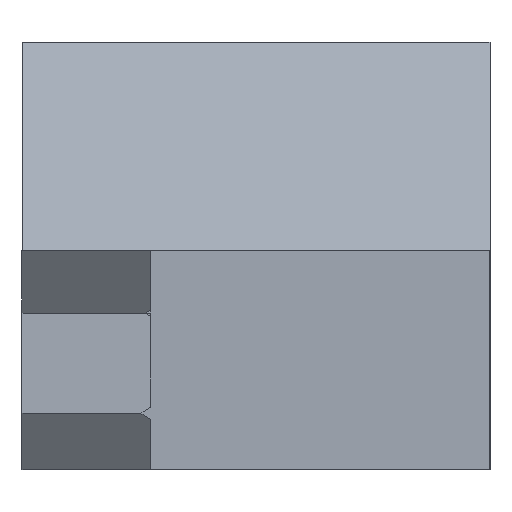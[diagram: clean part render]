
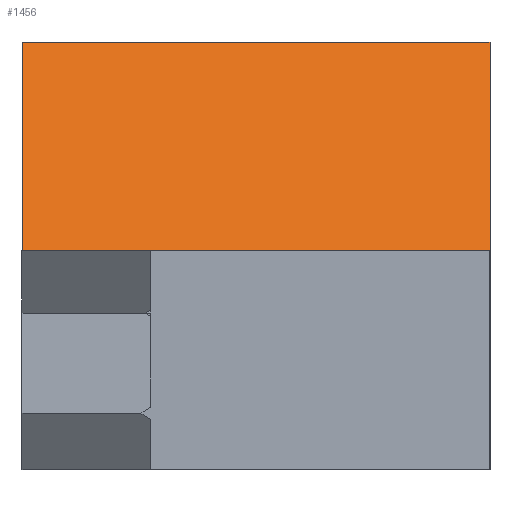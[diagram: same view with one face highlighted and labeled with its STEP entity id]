
A CAD part, left-side view. The second image highlights one B-rep face of the part: STEP entity #1456.
In plain terms, the highlighted planar face has unit normal (-0.707, 0, 0.707).
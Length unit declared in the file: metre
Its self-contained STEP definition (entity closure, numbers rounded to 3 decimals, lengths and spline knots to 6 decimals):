
#372=ORIENTED_EDGE('',*,*,#426,.F.);
#373=ORIENTED_EDGE('',*,*,#626,.F.);
#374=ORIENTED_EDGE('',*,*,#622,.F.);
#375=ORIENTED_EDGE('',*,*,#627,.F.);
#426=EDGE_CURVE('',#632,#633,#770,.T.);
#622=EDGE_CURVE('',#765,#766,#966,.T.);
#626=EDGE_CURVE('',#766,#632,#970,.T.);
#627=EDGE_CURVE('',#633,#765,#971,.T.);
#632=VERTEX_POINT('',#1897);
#633=VERTEX_POINT('',#1899);
#765=VERTEX_POINT('',#2291);
#766=VERTEX_POINT('',#2293);
#770=LINE('',#1898,#976);
#966=LINE('',#2292,#1172);
#970=LINE('',#2299,#1176);
#971=LINE('',#2300,#1177);
#976=VECTOR('',#1549,1.);
#1172=VECTOR('',#1875,1.);
#1176=VECTOR('',#1881,1.);
#1177=VECTOR('',#1882,1.);
#1246=EDGE_LOOP('',(#372,#373,#374,#375));
#1316=FACE_BOUND('',#1246,.T.);
#1386=PLANE('',#1539);
#1456=ADVANCED_FACE('',(#1316),#1386,.F.);
#1539=AXIS2_PLACEMENT_3D('',#2298,#1879,#1880);
#1549=DIRECTION('',(0.,-1.,0.));
#1875=DIRECTION('',(0.,1.,0.));
#1879=DIRECTION('',(0.707,0.,-0.707));
#1880=DIRECTION('',(0.,-1.,0.));
#1881=DIRECTION('',(0.707,0.,0.707));
#1882=DIRECTION('',(-0.707,0.,-0.707));
#1897=CARTESIAN_POINT('',(0.101,0.01476,0.003325));
#1898=CARTESIAN_POINT('',(0.101,0.014053,0.003325));
#1899=CARTESIAN_POINT('',(0.101,0.007287,0.003325));
#2291=CARTESIAN_POINT('',(0.097675,0.007287,0.));
#2292=CARTESIAN_POINT('',(0.097675,0.015835,0.));
#2293=CARTESIAN_POINT('',(0.097675,0.01476,0.));
#2298=CARTESIAN_POINT('',(0.101175,0.014053,0.0035));
#2299=CARTESIAN_POINT('',(0.087164,0.01476,-0.010511));
#2300=CARTESIAN_POINT('',(0.101175,0.007287,0.0035));
